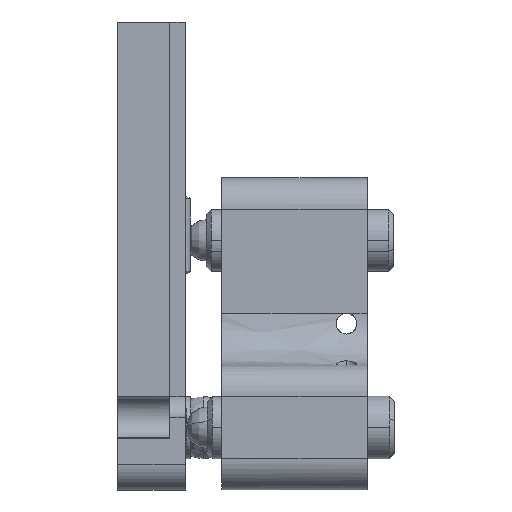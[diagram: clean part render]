
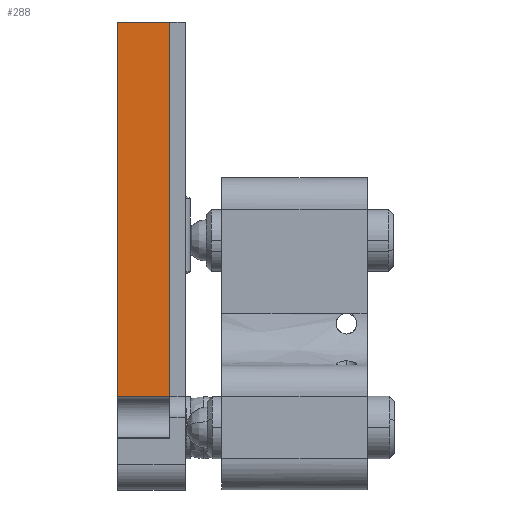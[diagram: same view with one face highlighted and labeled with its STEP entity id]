
A CAD part, front view. The second image highlights one B-rep face of the part: STEP entity #288.
In plain terms, the highlighted planar face has unit normal (0, -1, 0).
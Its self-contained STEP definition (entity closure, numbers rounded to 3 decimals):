
#288=ADVANCED_FACE('',(#541),#3991,.T.);
#541=FACE_OUTER_BOUND('',#826,.T.);
#826=EDGE_LOOP('',(#1922,#1923,#1924,#1925));
#1922=ORIENTED_EDGE('',*,*,#2724,.T.);
#1923=ORIENTED_EDGE('',*,*,#2687,.F.);
#1924=ORIENTED_EDGE('',*,*,#2696,.F.);
#1925=ORIENTED_EDGE('',*,*,#2725,.T.);
#2687=EDGE_CURVE('',#3826,#3827,#2945,.T.);
#2696=EDGE_CURVE('',#3838,#3826,#2954,.T.);
#2724=EDGE_CURVE('',#3865,#3827,#2965,.T.);
#2725=EDGE_CURVE('',#3838,#3865,#2966,.T.);
#2945=B_SPLINE_CURVE_WITH_KNOTS('',1,(#9713,#9714),.UNSPECIFIED.,.F.,.F.,
(2,2),(0.,5.),.UNSPECIFIED.);
#2954=B_SPLINE_CURVE_WITH_KNOTS('',1,(#9731,#9732),.UNSPECIFIED.,.F.,.F.,
(2,2),(0.,36.),.UNSPECIFIED.);
#2965=B_SPLINE_CURVE_WITH_KNOTS('',1,(#9807,#9808),.UNSPECIFIED.,.F.,.F.,
(2,2),(0.,36.),.UNSPECIFIED.);
#2966=B_SPLINE_CURVE_WITH_KNOTS('',1,(#9809,#9810),.UNSPECIFIED.,.F.,.F.,
(2,2),(0.,5.),.UNSPECIFIED.);
#3826=VERTEX_POINT('',#9548);
#3827=VERTEX_POINT('',#9549);
#3838=VERTEX_POINT('',#9560);
#3865=VERTEX_POINT('',#9587);
#3991=PLANE('',#4264);
#4264=AXIS2_PLACEMENT_3D('',#9153,#4366,$);
#4366=DIRECTION('',(0.,-1.,0.));
#9153=CARTESIAN_POINT('',(-11.457,-6.514,48.852));
#9548=CARTESIAN_POINT('',(-10.837,-6.514,45.132));
#9549=CARTESIAN_POINT('',(-5.837,-6.514,45.132));
#9560=CARTESIAN_POINT('',(-10.837,-6.514,9.132));
#9587=CARTESIAN_POINT('',(-5.837,-6.514,9.132));
#9713=CARTESIAN_POINT('',(-10.837,-6.514,45.132));
#9714=CARTESIAN_POINT('',(-5.837,-6.514,45.132));
#9731=CARTESIAN_POINT('',(-10.837,-6.514,9.132));
#9732=CARTESIAN_POINT('',(-10.837,-6.514,45.132));
#9807=CARTESIAN_POINT('',(-5.837,-6.514,9.132));
#9808=CARTESIAN_POINT('',(-5.837,-6.514,45.132));
#9809=CARTESIAN_POINT('',(-10.837,-6.514,9.132));
#9810=CARTESIAN_POINT('',(-5.837,-6.514,9.132));
